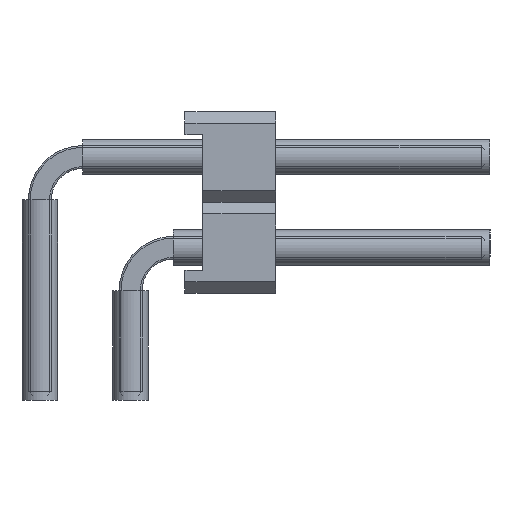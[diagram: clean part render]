
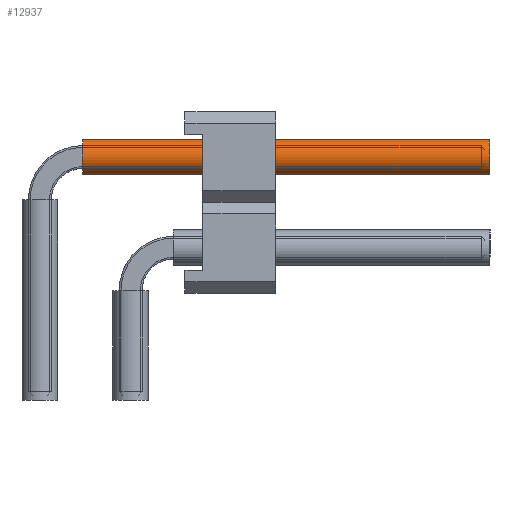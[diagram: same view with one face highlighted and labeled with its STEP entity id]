
A CAD part, left-side view. The second image highlights one B-rep face of the part: STEP entity #12937.
In plain terms, the highlighted cylindrical face has radius 0.5 mm (diameter 1 mm), a full revolution.
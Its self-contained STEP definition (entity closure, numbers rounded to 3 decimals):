
#7106=ORIENTED_EDGE('',*,*,#8952,.F.);
#7107=ORIENTED_EDGE('',*,*,#8953,.T.);
#8952=EDGE_CURVE('',#10180,#10180,#10620,.T.);
#8953=EDGE_CURVE('',#10181,#10181,#10621,.T.);
#10180=VERTEX_POINT('',#21537);
#10181=VERTEX_POINT('',#21539);
#10620=CIRCLE('',#14106,0.5);
#10621=CIRCLE('',#14107,0.5);
#11352=EDGE_LOOP('',(#7106));
#11353=EDGE_LOOP('',(#7107));
#12084=FACE_BOUND('',#11352,.T.);
#12085=FACE_BOUND('',#11353,.T.);
#12309=CYLINDRICAL_SURFACE('',#14105,0.5);
#12937=ADVANCED_FACE('',(#12084,#12085),#12309,.F.);
#14105=AXIS2_PLACEMENT_3D('',#21535,#17732,#17733);
#14106=AXIS2_PLACEMENT_3D('',#21536,#17734,#17735);
#14107=AXIS2_PLACEMENT_3D('',#21538,#17736,#17737);
#17732=DIRECTION('',(1.,0.,0.));
#17733=DIRECTION('',(0.,0.,-1.));
#17734=DIRECTION('',(-1.,0.,0.));
#17735=DIRECTION('',(0.,0.,1.));
#17736=DIRECTION('',(-1.,0.,0.));
#17737=DIRECTION('',(0.,0.,1.));
#21535=CARTESIAN_POINT('',(1.2,0.,6.81));
#21536=CARTESIAN_POINT('',(12.6,0.,6.81));
#21537=CARTESIAN_POINT('',(12.6,0.,7.31));
#21538=CARTESIAN_POINT('',(1.2,0.,6.81));
#21539=CARTESIAN_POINT('',(1.2,0.,7.31));
